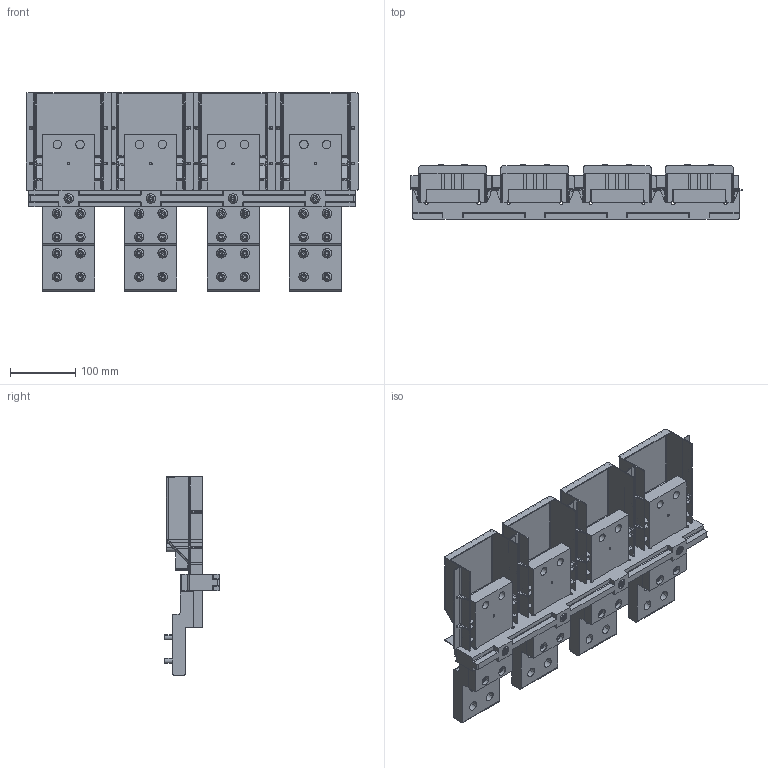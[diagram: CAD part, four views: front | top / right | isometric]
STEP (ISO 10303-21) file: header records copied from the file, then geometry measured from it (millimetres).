
FILE_DESCRIPTION(('CATIA V5 STEP Exchange'),'2;1');
FILE_NAME('1SDH001252R0322_E4.2_IV_F_TERMINALS_F_UPPER.stp','2014-11-06T16:36:18+00:00',('none'),('none'),'CATIA Version 5 Release 20 SP 6 (IN-10)','CATIA V5 STEP AP214','none');
FILE_SCHEMA(('AUTOMOTIVE_DESIGN { 1 0 10303 214 1 1 1 1 }'));
Products named in the file (1): 1SDH001252R0322_1PA_001_02_E4.2_IV_F_TERMINALS_F_UPPER
Bounding box: 509 x 83.43 x 304 mm (x, y, z)
Volume: 2591205.3 mm3; surface area: 825870.1 mm2
Topology: 89 solids, 89 shells, 2904 faces, 7478 edges, 4620 vertices
Faces by surface type: plane 1318, cylinder 1202, sphere 280, cone 80, bspline 16, torus 8
Entity records: 86847 total; most frequent: CARTESIAN_POINT 21719, ORIENTED_EDGE 14428, DIRECTION 10694, EDGE_CURVE 7214, VERTEX_POINT 4620, AXIS2_PLACEMENT_3D 4505, VECTOR 3990, LINE 3990
